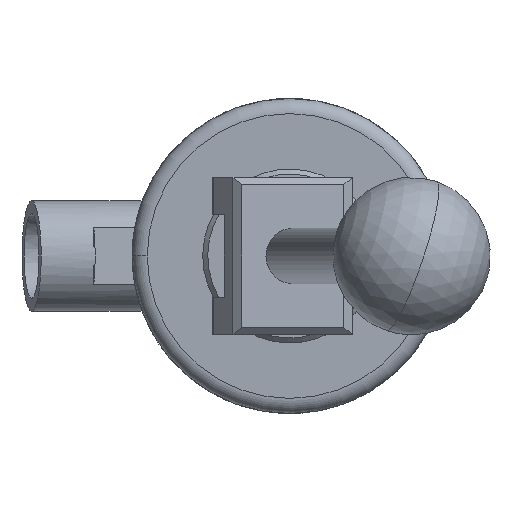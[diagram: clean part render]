
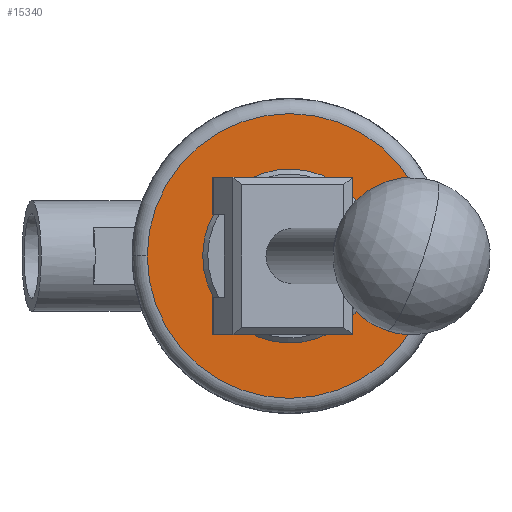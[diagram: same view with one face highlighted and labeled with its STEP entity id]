
A CAD part, front view. The second image highlights one B-rep face of the part: STEP entity #15340.
In plain terms, the highlighted planar face has unit normal (0, -1, 0).
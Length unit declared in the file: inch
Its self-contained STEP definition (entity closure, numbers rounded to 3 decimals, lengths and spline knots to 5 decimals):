
#64 = CARTESIAN_POINT ( 'NONE',  ( 0., 0., 0. ) ) ;
#379 = EDGE_CURVE ( 'NONE', #1394, #10277, #4853, .T. ) ;
#876 = CARTESIAN_POINT ( 'NONE',  ( 0., 0., 0. ) ) ;
#1394 = VERTEX_POINT ( 'NONE', #9190 ) ;
#1557 = ORIENTED_EDGE ( 'NONE', *, *, #7799, .F. ) ;
#1585 = ORIENTED_EDGE ( 'NONE', *, *, #379, .T. ) ;
#1735 = AXIS2_PLACEMENT_3D ( 'NONE', #15988, #9646, #7341 ) ;
#2274 = EDGE_CURVE ( 'NONE', #10277, #1394, #3925, .T. ) ;
#2447 = AXIS2_PLACEMENT_3D ( 'NONE', #13356, #10676, #15601 ) ;
#2662 = ORIENTED_EDGE ( 'NONE', *, *, #2274, .T. ) ;
#3429 = AXIS2_PLACEMENT_3D ( 'NONE', #64, #15150, #3804 ) ;
#3583 = DIRECTION ( 'NONE',  ( 0., -1., 0. ) ) ;
#3621 = EDGE_CURVE ( 'NONE', #5628, #6036, #6347, .T. ) ;
#3804 = DIRECTION ( 'NONE',  ( 1., 0., 0. ) ) ;
#3925 = CIRCLE ( 'NONE', #11861, 1.13 ) ;
#4633 = DIRECTION ( 'NONE',  ( 1., 0., 0. ) ) ;
#4853 = CIRCLE ( 'NONE', #7764, 1.13 ) ;
#4915 = CIRCLE ( 'NONE', #1735, 0.348 ) ;
#5053 = CARTESIAN_POINT ( 'NONE',  ( 0.348, 0., 0. ) ) ;
#5628 = VERTEX_POINT ( 'NONE', #5053 ) ;
#5893 = DIRECTION ( 'NONE',  ( 1., 0., 0. ) ) ;
#6036 = VERTEX_POINT ( 'NONE', #13390 ) ;
#6347 = CIRCLE ( 'NONE', #3429, 0.348 ) ;
#6462 = FACE_BOUND ( 'NONE', #10270, .T. ) ;
#6558 = PLANE ( 'NONE',  #2447 ) ;
#7341 = DIRECTION ( 'NONE',  ( 1., 0., 0. ) ) ;
#7764 = AXIS2_PLACEMENT_3D ( 'NONE', #11994, #10897, #4633 ) ;
#7799 = EDGE_CURVE ( 'NONE', #6036, #5628, #4915, .T. ) ;
#8754 = ORIENTED_EDGE ( 'NONE', *, *, #3621, .F. ) ;
#9190 = CARTESIAN_POINT ( 'NONE',  ( -1.13, 0., 0. ) ) ;
#9646 = DIRECTION ( 'NONE',  ( 0., -1., 0. ) ) ;
#10270 = EDGE_LOOP ( 'NONE', ( #8754, #1557 ) ) ;
#10277 = VERTEX_POINT ( 'NONE', #12160 ) ;
#10676 = DIRECTION ( 'NONE',  ( 0., -1., 0. ) ) ;
#10897 = DIRECTION ( 'NONE',  ( 0., -1., 0. ) ) ;
#11861 = AXIS2_PLACEMENT_3D ( 'NONE', #876, #3583, #5893 ) ;
#11994 = CARTESIAN_POINT ( 'NONE',  ( 0., 0., 0. ) ) ;
#12160 = CARTESIAN_POINT ( 'NONE',  ( 1.13, 0., 0. ) ) ;
#12771 = FACE_OUTER_BOUND ( 'NONE', #12982, .T. ) ;
#12982 = EDGE_LOOP ( 'NONE', ( #2662, #1585 ) ) ;
#13356 = CARTESIAN_POINT ( 'NONE',  ( 0., 0., -0.348 ) ) ;
#13390 = CARTESIAN_POINT ( 'NONE',  ( -0.348, 0., 0. ) ) ;
#15150 = DIRECTION ( 'NONE',  ( 0., -1., 0. ) ) ;
#15340 = ADVANCED_FACE ( 'NONE', ( #12771, #6462 ), #6558, .T. ) ;
#15601 = DIRECTION ( 'NONE',  ( 1., 0., 0. ) ) ;
#15988 = CARTESIAN_POINT ( 'NONE',  ( 0., 0., 0. ) ) ;
